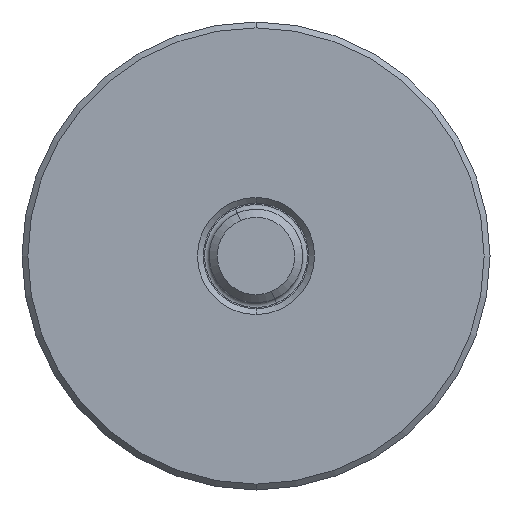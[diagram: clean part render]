
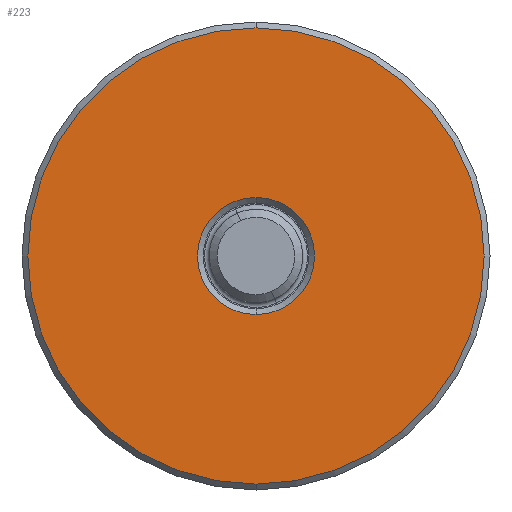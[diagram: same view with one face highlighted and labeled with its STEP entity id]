
A CAD part, front view. The second image highlights one B-rep face of the part: STEP entity #223.
In plain terms, the highlighted planar face has unit normal (0, -1, 0).
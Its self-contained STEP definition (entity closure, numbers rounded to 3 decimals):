
#58 = CARTESIAN_POINT ( 'NONE',  ( 0., 0., -19.5 ) ) ;
#67 = VERTEX_POINT ( 'NONE', #58 ) ;
#80 = DIRECTION ( 'NONE',  ( 0., 1., 0. ) ) ;
#220 = AXIS2_PLACEMENT_3D ( 'NONE', #882, #771, #984 ) ;
#221 = PLANE ( 'NONE',  #732 ) ;
#223 = ADVANCED_FACE ( 'NONE', ( #1390, #629 ), #221, .F. ) ;
#257 = VERTEX_POINT ( 'NONE', #1182 ) ;
#267 = DIRECTION ( 'NONE',  ( 0., 0., 1. ) ) ;
#331 = EDGE_CURVE ( 'NONE', #1286, #257, #1374, .T. ) ;
#333 = CARTESIAN_POINT ( 'NONE',  ( 0., 0., 19.5 ) ) ;
#360 = CIRCLE ( 'NONE', #442, 19.5 ) ;
#364 = VERTEX_POINT ( 'NONE', #333 ) ;
#367 = CARTESIAN_POINT ( 'NONE',  ( 0., 0., -5. ) ) ;
#386 = DIRECTION ( 'NONE',  ( 0., -1., 0. ) ) ;
#397 = CIRCLE ( 'NONE', #1403, 19.5 ) ;
#442 = AXIS2_PLACEMENT_3D ( 'NONE', #909, #680, #1119 ) ;
#475 = EDGE_CURVE ( 'NONE', #67, #364, #360, .T. ) ;
#522 = EDGE_CURVE ( 'NONE', #364, #67, #397, .T. ) ;
#538 = ORIENTED_EDGE ( 'NONE', *, *, #522, .T. ) ;
#629 = FACE_OUTER_BOUND ( 'NONE', #940, .T. ) ;
#680 = DIRECTION ( 'NONE',  ( 0., -1., 0. ) ) ;
#697 = AXIS2_PLACEMENT_3D ( 'NONE', #988, #992, #779 ) ;
#699 = CIRCLE ( 'NONE', #697, 5. ) ;
#703 = ORIENTED_EDGE ( 'NONE', *, *, #982, .T. ) ;
#732 = AXIS2_PLACEMENT_3D ( 'NONE', #1203, #80, #1293 ) ;
#771 = DIRECTION ( 'NONE',  ( 0., 1., 0. ) ) ;
#779 = DIRECTION ( 'NONE',  ( 0., 0., 1. ) ) ;
#882 = CARTESIAN_POINT ( 'NONE',  ( 0., 0., 0. ) ) ;
#909 = CARTESIAN_POINT ( 'NONE',  ( 0., 0., 0. ) ) ;
#940 = EDGE_LOOP ( 'NONE', ( #538, #1064 ) ) ;
#982 = EDGE_CURVE ( 'NONE', #257, #1286, #699, .T. ) ;
#984 = DIRECTION ( 'NONE',  ( 0., 0., 1. ) ) ;
#988 = CARTESIAN_POINT ( 'NONE',  ( 0., 0., 0. ) ) ;
#992 = DIRECTION ( 'NONE',  ( 0., 1., 0. ) ) ;
#1064 = ORIENTED_EDGE ( 'NONE', *, *, #475, .T. ) ;
#1119 = DIRECTION ( 'NONE',  ( 0., 0., 1. ) ) ;
#1182 = CARTESIAN_POINT ( 'NONE',  ( 0., 0., 5. ) ) ;
#1203 = CARTESIAN_POINT ( 'NONE',  ( 0., 0., 0. ) ) ;
#1286 = VERTEX_POINT ( 'NONE', #367 ) ;
#1293 = DIRECTION ( 'NONE',  ( 0., 0., 1. ) ) ;
#1315 = ORIENTED_EDGE ( 'NONE', *, *, #331, .T. ) ;
#1354 = CARTESIAN_POINT ( 'NONE',  ( 0., 0., 0. ) ) ;
#1374 = CIRCLE ( 'NONE', #220, 5. ) ;
#1390 = FACE_BOUND ( 'NONE', #1408, .T. ) ;
#1403 = AXIS2_PLACEMENT_3D ( 'NONE', #1354, #386, #267 ) ;
#1408 = EDGE_LOOP ( 'NONE', ( #1315, #703 ) ) ;
